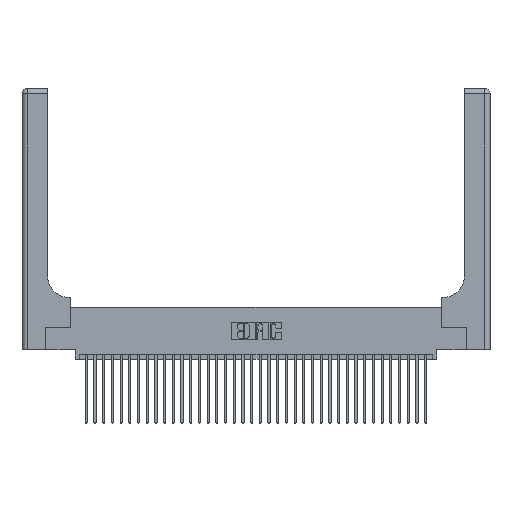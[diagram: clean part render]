
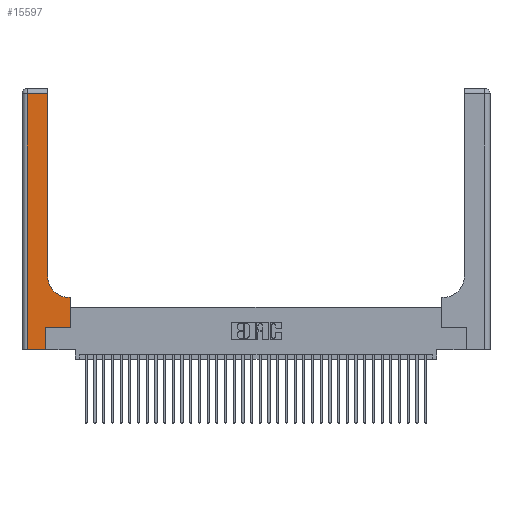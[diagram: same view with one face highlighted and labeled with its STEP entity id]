
A CAD part, top view. The second image highlights one B-rep face of the part: STEP entity #15597.
In plain terms, the highlighted planar face has unit normal (0, 0, 1).
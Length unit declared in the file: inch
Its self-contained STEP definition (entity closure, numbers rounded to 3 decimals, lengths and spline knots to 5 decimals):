
#47 = VERTEX_POINT ( 'NONE', #36242 ) ;
#964 = ORIENTED_EDGE ( 'NONE', *, *, #7056, .T. ) ;
#979 = LINE ( 'NONE', #14977, #30547 ) ;
#1491 = CARTESIAN_POINT ( 'NONE',  ( 0.5585, 0.6, 0.37 ) ) ;
#1493 = CARTESIAN_POINT ( 'NONE',  ( 0.06, 0., 0.37 ) ) ;
#2069 = LINE ( 'NONE', #7443, #3918 ) ;
#2362 = VECTOR ( 'NONE', #31555, 39.37008 ) ;
#3061 = CARTESIAN_POINT ( 'NONE',  ( 0.5585, 0.25, 0.37 ) ) ;
#3281 = CARTESIAN_POINT ( 'NONE',  ( 0.269, 0., 0.37 ) ) ;
#3296 = LINE ( 'NONE', #34257, #2362 ) ;
#3846 = VECTOR ( 'NONE', #6112, 39.37008 ) ;
#3918 = VECTOR ( 'NONE', #27390, 39.37008 ) ;
#4022 = CARTESIAN_POINT ( 'NONE',  ( 0.5415, 0.6, 0.37 ) ) ;
#4289 = EDGE_CURVE ( 'NONE', #27444, #47, #12059, .T. ) ;
#4416 = EDGE_CURVE ( 'NONE', #30580, #35334, #8461, .T. ) ;
#4589 = EDGE_CURVE ( 'NONE', #7742, #19504, #2069, .T. ) ;
#5461 = EDGE_CURVE ( 'NONE', #14318, #7742, #18245, .T. ) ;
#6112 = DIRECTION ( 'NONE',  ( 0., 1., 0. ) ) ;
#6168 = AXIS2_PLACEMENT_3D ( 'NONE', #7241, #30149, #13130 ) ;
#6430 = DIRECTION ( 'NONE',  ( 0., 1., 0. ) ) ;
#7056 = EDGE_CURVE ( 'NONE', #19504, #16546, #12968, .T. ) ;
#7241 = CARTESIAN_POINT ( 'NONE',  ( 0., 3., 0.37 ) ) ;
#7443 = CARTESIAN_POINT ( 'NONE',  ( 0.2915, 0.6, 0.37 ) ) ;
#7742 = VERTEX_POINT ( 'NONE', #1491 ) ;
#7760 = CARTESIAN_POINT ( 'NONE',  ( 0.2915, 2.94, 0.37 ) ) ;
#7767 = ORIENTED_EDGE ( 'NONE', *, *, #4289, .T. ) ;
#8131 = AXIS2_PLACEMENT_3D ( 'NONE', #12667, #32543, #15565 ) ;
#8461 = LINE ( 'NONE', #9618, #15206 ) ;
#8643 = ORIENTED_EDGE ( 'NONE', *, *, #35013, .T. ) ;
#9101 = DIRECTION ( 'NONE',  ( 0., 1., 0. ) ) ;
#9594 = ORIENTED_EDGE ( 'NONE', *, *, #21382, .T. ) ;
#9618 = CARTESIAN_POINT ( 'NONE',  ( 0.06, 3., 0.37 ) ) ;
#9736 = CARTESIAN_POINT ( 'NONE',  ( 0.269, 0.25, 0.37 ) ) ;
#9820 = EDGE_CURVE ( 'NONE', #16546, #10731, #979, .T. ) ;
#10272 = PLANE ( 'NONE',  #6168 ) ;
#10731 = VERTEX_POINT ( 'NONE', #7760 ) ;
#10946 = FACE_OUTER_BOUND ( 'NONE', #31063, .T. ) ;
#11952 = ORIENTED_EDGE ( 'NONE', *, *, #4416, .T. ) ;
#12059 = LINE ( 'NONE', #3281, #19638 ) ;
#12667 = CARTESIAN_POINT ( 'NONE',  ( 0.5415, 0.85, 0.37 ) ) ;
#12940 = ORIENTED_EDGE ( 'NONE', *, *, #9820, .T. ) ;
#12968 = CIRCLE ( 'NONE', #8131, 0.25 ) ;
#13130 = DIRECTION ( 'NONE',  ( -1., 0., 0. ) ) ;
#14318 = VERTEX_POINT ( 'NONE', #24445 ) ;
#14349 = DIRECTION ( 'NONE',  ( 1., 0., 0. ) ) ;
#14977 = CARTESIAN_POINT ( 'NONE',  ( 0.2915, 3., 0.37 ) ) ;
#15206 = VECTOR ( 'NONE', #23845, 39.37008 ) ;
#15565 = DIRECTION ( 'NONE',  ( 1., 0., 0. ) ) ;
#15597 = ADVANCED_FACE ( 'NONE', ( #10946 ), #10272, .F. ) ;
#16546 = VERTEX_POINT ( 'NONE', #25331 ) ;
#18245 = LINE ( 'NONE', #3061, #3846 ) ;
#19274 = EDGE_CURVE ( 'NONE', #35334, #27444, #24115, .T. ) ;
#19504 = VERTEX_POINT ( 'NONE', #4022 ) ;
#19638 = VECTOR ( 'NONE', #9101, 39.37008 ) ;
#21382 = EDGE_CURVE ( 'NONE', #47, #14318, #22439, .T. ) ;
#22439 = LINE ( 'NONE', #9736, #29973 ) ;
#23509 = CARTESIAN_POINT ( 'NONE',  ( 0.269, 0., 0.37 ) ) ;
#23845 = DIRECTION ( 'NONE',  ( 0., -1., 0. ) ) ;
#24115 = LINE ( 'NONE', #34067, #30728 ) ;
#24445 = CARTESIAN_POINT ( 'NONE',  ( 0.5585, 0.25, 0.37 ) ) ;
#25203 = ORIENTED_EDGE ( 'NONE', *, *, #4589, .T. ) ;
#25331 = CARTESIAN_POINT ( 'NONE',  ( 0.2915, 0.85, 0.37 ) ) ;
#27390 = DIRECTION ( 'NONE',  ( -1., 0., 0. ) ) ;
#27444 = VERTEX_POINT ( 'NONE', #23509 ) ;
#29628 = DIRECTION ( 'NONE',  ( 1., 0., 0. ) ) ;
#29973 = VECTOR ( 'NONE', #29628, 39.37008 ) ;
#30071 = ORIENTED_EDGE ( 'NONE', *, *, #5461, .T. ) ;
#30149 = DIRECTION ( 'NONE',  ( 0., 0., -1. ) ) ;
#30547 = VECTOR ( 'NONE', #6430, 39.37008 ) ;
#30580 = VERTEX_POINT ( 'NONE', #35964 ) ;
#30728 = VECTOR ( 'NONE', #14349, 39.37008 ) ;
#31063 = EDGE_LOOP ( 'NONE', ( #12940, #8643, #11952, #34894, #7767, #9594, #30071, #25203, #964 ) ) ;
#31555 = DIRECTION ( 'NONE',  ( -1., 0., 0. ) ) ;
#32543 = DIRECTION ( 'NONE',  ( 0., 0., -1. ) ) ;
#34067 = CARTESIAN_POINT ( 'NONE',  ( 0., 0., 0.37 ) ) ;
#34257 = CARTESIAN_POINT ( 'NONE',  ( 0., 2.94, 0.37 ) ) ;
#34894 = ORIENTED_EDGE ( 'NONE', *, *, #19274, .T. ) ;
#35013 = EDGE_CURVE ( 'NONE', #10731, #30580, #3296, .T. ) ;
#35334 = VERTEX_POINT ( 'NONE', #1493 ) ;
#35964 = CARTESIAN_POINT ( 'NONE',  ( 0.06, 2.94, 0.37 ) ) ;
#36242 = CARTESIAN_POINT ( 'NONE',  ( 0.269, 0.25, 0.37 ) ) ;
